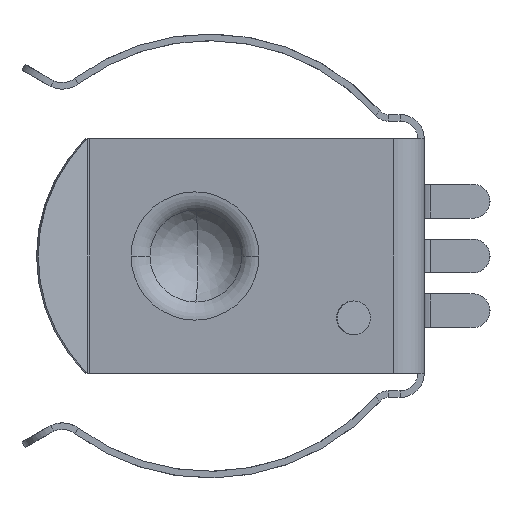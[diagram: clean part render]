
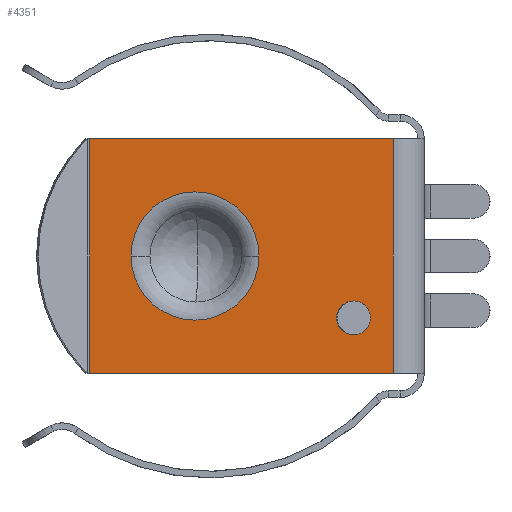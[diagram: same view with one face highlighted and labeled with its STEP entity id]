
A CAD part, left-side view. The second image highlights one B-rep face of the part: STEP entity #4351.
In plain terms, the highlighted planar face has unit normal (-0.996, 0.087, 0).
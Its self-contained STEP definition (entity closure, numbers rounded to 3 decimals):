
#3982 = EDGE_CURVE('',#3983,#3985,#3987,.T.);
#3983 = VERTEX_POINT('',#3984);
#3984 = CARTESIAN_POINT('',(-2.93,7.664,0.));
#3985 = VERTEX_POINT('',#3986);
#3986 = CARTESIAN_POINT('',(-2.412,13.588,0.));
#3987 = CIRCLE('',#3988,2.973);
#3988 = AXIS2_PLACEMENT_3D('',#3989,#3990,#3991);
#3989 = CARTESIAN_POINT('',(-2.671,10.626,0.));
#3990 = DIRECTION('',(0.996,-0.087,0.));
#3991 = DIRECTION('',(0.087,0.996,0.));
#4026 = VERTEX_POINT('',#4027);
#4027 = CARTESIAN_POINT('',(-3.245,4.057,-2.87));
#4045 = VERTEX_POINT('',#4046);
#4046 = CARTESIAN_POINT('',(-3.383,2.489,-2.87));
#4052 = EDGE_CURVE('',#4045,#4026,#4053,.T.);
#4053 = CIRCLE('',#4054,0.787);
#4054 = AXIS2_PLACEMENT_3D('',#4055,#4056,#4057);
#4055 = CARTESIAN_POINT('',(-3.314,3.273,-2.87));
#4056 = DIRECTION('',(0.996,-0.087,0.));
#4057 = DIRECTION('',(0.087,0.996,0.));
#4351 = ADVANCED_FACE('',(#4352,#4386,#4396),#4406,.F.);
#4352 = FACE_BOUND('',#4353,.T.);
#4353 = EDGE_LOOP('',(#4354,#4364,#4372,#4380));
#4354 = ORIENTED_EDGE('',*,*,#4355,.F.);
#4355 = EDGE_CURVE('',#4356,#4358,#4360,.T.);
#4356 = VERTEX_POINT('',#4357);
#4357 = CARTESIAN_POINT('',(-3.475,1.436,5.436));
#4358 = VERTEX_POINT('',#4359);
#4359 = CARTESIAN_POINT('',(-3.475,1.436,-5.436));
#4360 = LINE('',#4361,#4362);
#4361 = CARTESIAN_POINT('',(-3.475,1.436,-5.436));
#4362 = VECTOR('',#4363,1.);
#4363 = DIRECTION('',(-0.,-0.,-1.));
#4364 = ORIENTED_EDGE('',*,*,#4365,.T.);
#4365 = EDGE_CURVE('',#4356,#4366,#4368,.T.);
#4366 = VERTEX_POINT('',#4367);
#4367 = CARTESIAN_POINT('',(-2.243,15.513,5.436));
#4368 = LINE('',#4369,#4370);
#4369 = CARTESIAN_POINT('',(-3.571,0.331,5.436));
#4370 = VECTOR('',#4371,1.);
#4371 = DIRECTION('',(0.087,0.996,0.));
#4372 = ORIENTED_EDGE('',*,*,#4373,.T.);
#4373 = EDGE_CURVE('',#4366,#4374,#4376,.T.);
#4374 = VERTEX_POINT('',#4375);
#4375 = CARTESIAN_POINT('',(-2.243,15.513,-5.436));
#4376 = LINE('',#4377,#4378);
#4377 = CARTESIAN_POINT('',(-2.243,15.513,5.436));
#4378 = VECTOR('',#4379,1.);
#4379 = DIRECTION('',(0.,0.,-1.));
#4380 = ORIENTED_EDGE('',*,*,#4381,.T.);
#4381 = EDGE_CURVE('',#4374,#4358,#4382,.T.);
#4382 = LINE('',#4383,#4384);
#4383 = CARTESIAN_POINT('',(-3.571,0.331,-5.436));
#4384 = VECTOR('',#4385,1.);
#4385 = DIRECTION('',(-0.087,-0.996,0.));
#4386 = FACE_BOUND('',#4387,.T.);
#4387 = EDGE_LOOP('',(#4388,#4395));
#4388 = ORIENTED_EDGE('',*,*,#4389,.T.);
#4389 = EDGE_CURVE('',#4026,#4045,#4390,.T.);
#4390 = CIRCLE('',#4391,0.787);
#4391 = AXIS2_PLACEMENT_3D('',#4392,#4393,#4394);
#4392 = CARTESIAN_POINT('',(-3.314,3.273,-2.87));
#4393 = DIRECTION('',(0.996,-0.087,0.));
#4394 = DIRECTION('',(0.087,0.996,0.));
#4395 = ORIENTED_EDGE('',*,*,#4052,.T.);
#4396 = FACE_BOUND('',#4397,.T.);
#4397 = EDGE_LOOP('',(#4398,#4405));
#4398 = ORIENTED_EDGE('',*,*,#4399,.T.);
#4399 = EDGE_CURVE('',#3985,#3983,#4400,.T.);
#4400 = CIRCLE('',#4401,2.973);
#4401 = AXIS2_PLACEMENT_3D('',#4402,#4403,#4404);
#4402 = CARTESIAN_POINT('',(-2.671,10.626,0.));
#4403 = DIRECTION('',(0.996,-0.087,0.));
#4404 = DIRECTION('',(0.087,0.996,0.));
#4405 = ORIENTED_EDGE('',*,*,#3982,.T.);
#4406 = PLANE('',#4407);
#4407 = AXIS2_PLACEMENT_3D('',#4408,#4409,#4410);
#4408 = CARTESIAN_POINT('',(-3.571,0.331,5.436));
#4409 = DIRECTION('',(0.996,-0.087,0.));
#4410 = DIRECTION('',(0.,0.,-1.));
